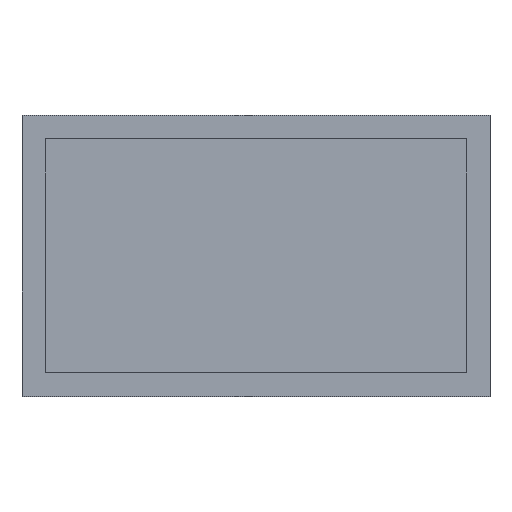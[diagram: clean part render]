
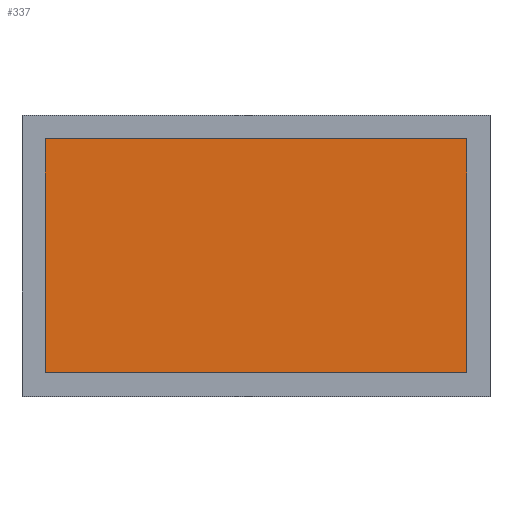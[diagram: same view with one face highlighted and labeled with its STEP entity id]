
A CAD part, top view. The second image highlights one B-rep face of the part: STEP entity #337.
In plain terms, the highlighted planar face has unit normal (0, 0, 1).
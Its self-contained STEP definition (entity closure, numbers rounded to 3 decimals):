
#208 = VERTEX_POINT('',#209);
#209 = CARTESIAN_POINT('',(-0.9,0.5,0.1));
#215 = EDGE_CURVE('',#208,#216,#218,.T.);
#216 = VERTEX_POINT('',#217);
#217 = CARTESIAN_POINT('',(0.9,0.5,0.1));
#218 = LINE('',#219,#220);
#219 = CARTESIAN_POINT('',(-0.9,0.5,0.1));
#220 = VECTOR('',#221,1.);
#221 = DIRECTION('',(1.,0.,0.));
#246 = EDGE_CURVE('',#216,#247,#249,.T.);
#247 = VERTEX_POINT('',#248);
#248 = CARTESIAN_POINT('',(0.9,-0.5,0.1));
#249 = LINE('',#250,#251);
#250 = CARTESIAN_POINT('',(0.9,0.5,0.1));
#251 = VECTOR('',#252,1.);
#252 = DIRECTION('',(0.,-1.,0.));
#277 = EDGE_CURVE('',#247,#278,#280,.T.);
#278 = VERTEX_POINT('',#279);
#279 = CARTESIAN_POINT('',(-0.9,-0.5,0.1));
#280 = LINE('',#281,#282);
#281 = CARTESIAN_POINT('',(0.9,-0.5,0.1));
#282 = VECTOR('',#283,1.);
#283 = DIRECTION('',(-1.,0.,0.));
#308 = EDGE_CURVE('',#278,#208,#309,.T.);
#309 = LINE('',#310,#311);
#310 = CARTESIAN_POINT('',(-0.9,-0.5,0.1));
#311 = VECTOR('',#312,1.);
#312 = DIRECTION('',(0.,1.,0.));
#337 = ADVANCED_FACE('',(#338),#344,.T.);
#338 = FACE_BOUND('',#339,.F.);
#339 = EDGE_LOOP('',(#340,#341,#342,#343));
#340 = ORIENTED_EDGE('',*,*,#215,.T.);
#341 = ORIENTED_EDGE('',*,*,#246,.T.);
#342 = ORIENTED_EDGE('',*,*,#277,.T.);
#343 = ORIENTED_EDGE('',*,*,#308,.T.);
#344 = PLANE('',#345);
#345 = AXIS2_PLACEMENT_3D('',#346,#347,#348);
#346 = CARTESIAN_POINT('',(-0.9,0.5,0.1));
#347 = DIRECTION('',(0.,0.,1.));
#348 = DIRECTION('',(1.,0.,0.));
